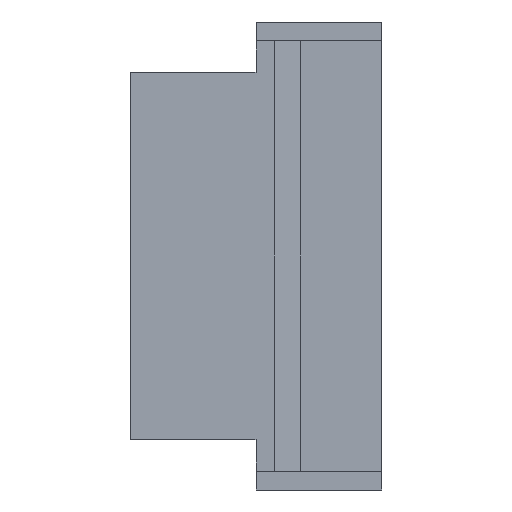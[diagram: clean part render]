
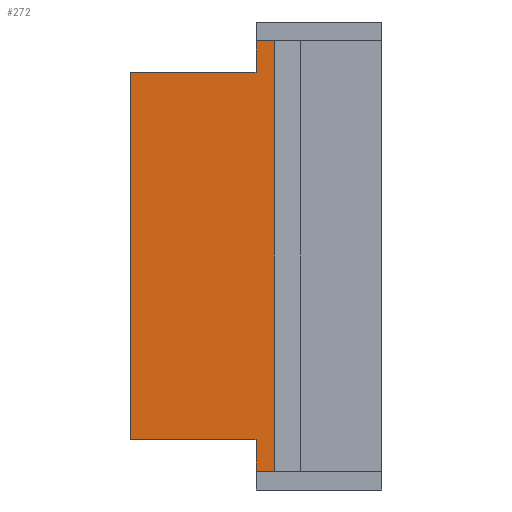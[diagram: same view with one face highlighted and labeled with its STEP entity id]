
A CAD part, left-side view. The second image highlights one B-rep face of the part: STEP entity #272.
In plain terms, the highlighted planar face has unit normal (-1, 0, 0).
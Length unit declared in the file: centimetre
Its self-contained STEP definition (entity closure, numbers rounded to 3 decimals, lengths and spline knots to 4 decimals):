
#58=CARTESIAN_POINT('',(0.15,0.85,1.71));
#59=VERTEX_POINT('',#58);
#66=CARTESIAN_POINT('',(0.15,0.85,-1.71));
#67=VERTEX_POINT('',#66);
#68=CARTESIAN_POINT('',(0.15,0.85,-12345.));
#69=DIRECTION('',(0.,-0.,1.));
#70=VECTOR('',#69,24690.);
#71=LINE('',#68,#70);
#72=EDGE_CURVE('',#67,#59,#71,.T.);
#210=CARTESIAN_POINT('',(0.15,-4.6747,0.));
#211=DIRECTION('',(1.,0.,0.));
#212=DIRECTION('',(0.,0.,-1.));
#213=AXIS2_PLACEMENT_3D('',#210,#211,#212);
#214=PLANE('',#213);
#215=ORIENTED_EDGE('',*,*,#72,.T.);
#216=CARTESIAN_POINT('',(0.15,1.,1.71));
#217=VERTEX_POINT('',#216);
#218=CARTESIAN_POINT('',(0.15,-12349.6747,1.71));
#219=DIRECTION('',(0.,1.,0.));
#220=VECTOR('',#219,24690.);
#221=LINE('',#218,#220);
#222=EDGE_CURVE('',#59,#217,#221,.T.);
#223=ORIENTED_EDGE('',*,*,#222,.T.);
#224=CARTESIAN_POINT('',(0.15,1.,1.46));
#225=VERTEX_POINT('',#224);
#226=CARTESIAN_POINT('',(0.15,1.,-12344.17));
#227=DIRECTION('',(0.,0.,1.));
#228=VECTOR('',#227,24690.);
#229=LINE('',#226,#228);
#230=EDGE_CURVE('',#225,#217,#229,.T.);
#231=ORIENTED_EDGE('',*,*,#230,.F.);
#232=CARTESIAN_POINT('',(0.15,2.,1.46));
#233=VERTEX_POINT('',#232);
#234=CARTESIAN_POINT('',(0.15,12343.6627,1.46));
#235=DIRECTION('',(0.,-1.,0.));
#236=VECTOR('',#235,24690.);
#237=LINE('',#234,#236);
#238=EDGE_CURVE('',#233,#225,#237,.T.);
#239=ORIENTED_EDGE('',*,*,#238,.F.);
#240=CARTESIAN_POINT('',(0.15,2.,-1.46));
#241=VERTEX_POINT('',#240);
#242=CARTESIAN_POINT('',(0.15,2.,-12345.));
#243=DIRECTION('',(0.,0.,1.));
#244=VECTOR('',#243,24690.);
#245=LINE('',#242,#244);
#246=EDGE_CURVE('',#241,#233,#245,.T.);
#247=ORIENTED_EDGE('',*,*,#246,.F.);
#248=CARTESIAN_POINT('',(0.15,1.,-1.46));
#249=VERTEX_POINT('',#248);
#250=CARTESIAN_POINT('',(0.15,-12346.3373,-1.46));
#251=DIRECTION('',(0.,1.,-0.));
#252=VECTOR('',#251,24690.);
#253=LINE('',#250,#252);
#254=EDGE_CURVE('',#249,#241,#253,.T.);
#255=ORIENTED_EDGE('',*,*,#254,.F.);
#256=CARTESIAN_POINT('',(0.15,1.,-1.71));
#257=VERTEX_POINT('',#256);
#258=CARTESIAN_POINT('',(0.15,1.,-12345.83));
#259=DIRECTION('',(0.,0.,1.));
#260=VECTOR('',#259,24690.);
#261=LINE('',#258,#260);
#262=EDGE_CURVE('',#257,#249,#261,.T.);
#263=ORIENTED_EDGE('',*,*,#262,.F.);
#264=CARTESIAN_POINT('',(0.15,-12349.6747,-1.71));
#265=DIRECTION('',(0.,1.,0.));
#266=VECTOR('',#265,24690.);
#267=LINE('',#264,#266);
#268=EDGE_CURVE('',#67,#257,#267,.T.);
#269=ORIENTED_EDGE('',*,*,#268,.F.);
#270=EDGE_LOOP('',(#215,#223,#231,#239,#247,#255,#263,#269));
#271=FACE_BOUND('',#270,.T.);
#272=ADVANCED_FACE('',(#271),#214,.F.);
